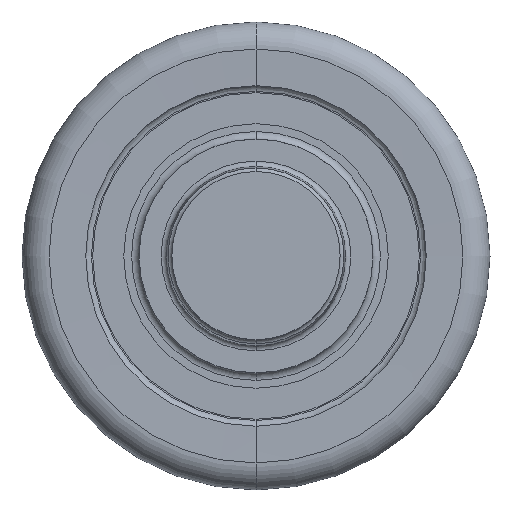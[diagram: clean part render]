
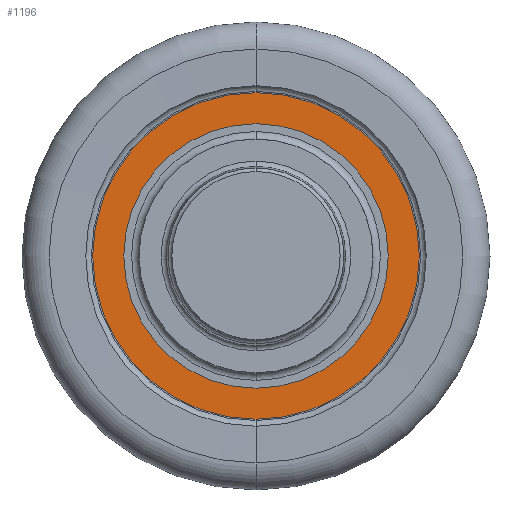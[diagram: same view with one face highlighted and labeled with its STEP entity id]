
A CAD part, top view. The second image highlights one B-rep face of the part: STEP entity #1196.
In plain terms, the highlighted face is planar.
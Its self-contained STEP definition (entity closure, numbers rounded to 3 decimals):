
#897=CARTESIAN_POINT('',(0.,0.,0.36));
#898=DIRECTION('',(0.,0.,1.));
#899=DIRECTION('',(0.,1.,0.));
#900=AXIS2_PLACEMENT_3D('',#897,#898,#899);
#905=CARTESIAN_POINT('',(0.,0.,0.36));
#906=DIRECTION('',(0.,0.,-1.));
#907=DIRECTION('',(0.,1.,0.));
#908=AXIS2_PLACEMENT_3D('',#905,#906,#907);
#913=CARTESIAN_POINT('',(0.,0.,0.36));
#914=DIRECTION('',(0.,0.,-1.));
#915=DIRECTION('',(0.,1.,0.));
#916=AXIS2_PLACEMENT_3D('',#913,#914,#915);
#935=CARTESIAN_POINT('',(0.,0.,0.36));
#936=DIRECTION('',(0.,0.,1.));
#937=DIRECTION('',(0.,1.,0.));
#938=AXIS2_PLACEMENT_3D('',#935,#936,#937);
#1116=CARTESIAN_POINT('',(0.,5.,0.36));
#1118=VERTEX_POINT('',#1116);
#1120=CARTESIAN_POINT('',(0.,-5.,0.36));
#1122=VERTEX_POINT('',#1120);
#1123=CARTESIAN_POINT('',(0.,6.174,0.36));
#1125=VERTEX_POINT('',#1123);
#1137=CARTESIAN_POINT('',(0.,-6.174,0.36));
#1139=VERTEX_POINT('',#1137);
#1181=CARTESIAN_POINT('',(0.,0.,0.36));
#1182=DIRECTION('',(0.,0.,-1.));
#1183=DIRECTION('',(0.,-1.,0.));
#1184=AXIS2_PLACEMENT_3D('',#1181,#1182,#1183);
#1185=PLANE('',#1184);
#1187=ORIENTED_EDGE('',*,*,#1186,.F.);
#1189=ORIENTED_EDGE('',*,*,#1188,.T.);
#1190=EDGE_LOOP('',(#1187,#1189));
#1191=FACE_OUTER_BOUND('',#1190,.F.);
#1192=ORIENTED_EDGE('',*,*,#1173,.F.);
#1193=ORIENTED_EDGE('',*,*,#1162,.T.);
#1194=EDGE_LOOP('',(#1192,#1193));
#1195=FACE_BOUND('',#1194,.F.);
#1196=ADVANCED_FACE('',(#1191,#1195),#1185,.T.);
#901=CIRCLE('',#900,5.);
#909=CIRCLE('',#908,5.);
#917=CIRCLE('',#916,6.174);
#939=CIRCLE('',#938,6.174);
#1162=EDGE_CURVE('',#1118,#1122,#909,.T.);
#1173=EDGE_CURVE('',#1118,#1122,#901,.T.);
#1186=EDGE_CURVE('',#1125,#1139,#917,.T.);
#1188=EDGE_CURVE('',#1125,#1139,#939,.T.);
